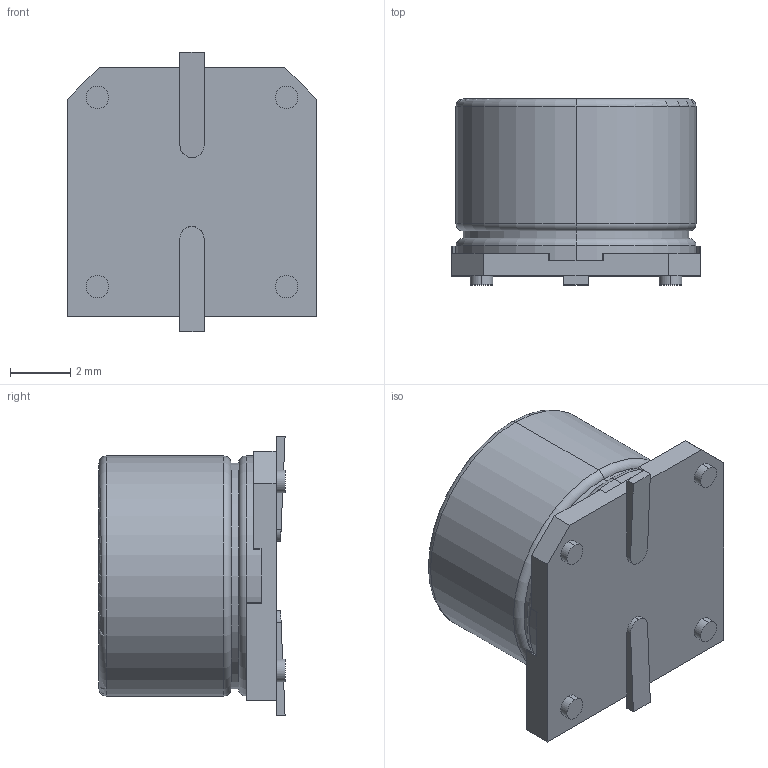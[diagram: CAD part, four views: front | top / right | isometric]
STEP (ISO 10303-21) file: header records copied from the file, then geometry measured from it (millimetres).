
FILE_DESCRIPTION (( 'STEP AP214' ), '1' );
FILE_NAME ('NICHICON UUB SERIES CAPACITOR CL SIZE.STEP', '2016-06-16T19:22:38', ( '' ), ( '' ), 'SwSTEP 2.0', 'SolidWorks 2016', '' );
FILE_SCHEMA (( 'AUTOMOTIVE_DESIGN' ));
Length unit declared in the file: millimetre
Products named in the file (1): NICHICON UUB SERIES CAPACITOR CL SIZE
Bounding box: 8.3 x 6.2 x 9.3 mm (x, y, z)
Volume: 309.4 mm3; surface area: 316.3 mm2
Topology: 1 solids, 1 shells, 63 faces, 154 edges, 98 vertices
Faces by surface type: cylinder 29, plane 28, torus 6
Entity records: 2302 total; most frequent: DIRECTION 344, CARTESIAN_POINT 325, ORIENTED_EDGE 308, EDGE_CURVE 154, AXIS2_PLACEMENT_3D 129, VERTEX_POINT 98, VECTOR 86, LINE 86
